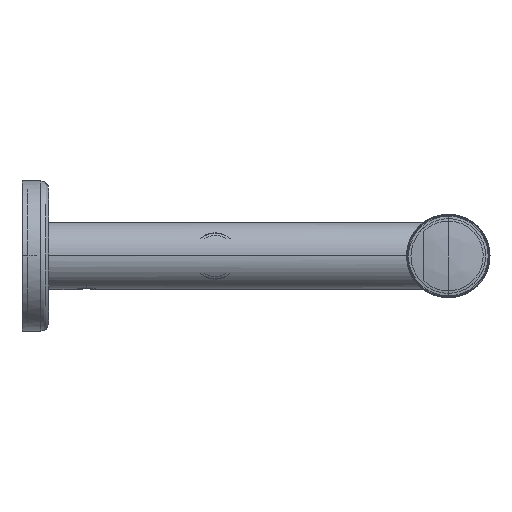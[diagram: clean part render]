
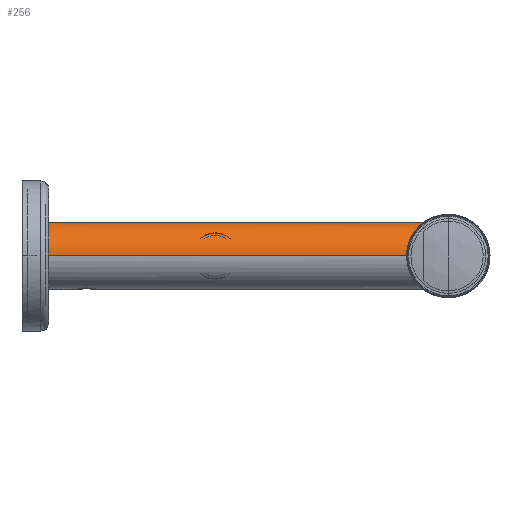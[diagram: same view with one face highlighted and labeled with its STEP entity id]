
A CAD part, left-side view. The second image highlights one B-rep face of the part: STEP entity #256.
In plain terms, the highlighted cylindrical face has radius 8.9 mm (diameter 17.8 mm), a partial arc.
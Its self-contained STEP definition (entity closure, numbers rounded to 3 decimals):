
#256=ADVANCED_FACE('',(#432),#2996,.T.);
#432=FACE_OUTER_BOUND('',#617,.T.);
#617=EDGE_LOOP('',(#983,#984,#985,#986,#987,#988));
#983=ORIENTED_EDGE('',*,*,#1786,.F.);
#984=ORIENTED_EDGE('',*,*,#1790,.T.);
#985=ORIENTED_EDGE('',*,*,#1788,.F.);
#986=ORIENTED_EDGE('',*,*,#1820,.T.);
#987=ORIENTED_EDGE('',*,*,#1784,.F.);
#988=ORIENTED_EDGE('',*,*,#1789,.T.);
#1784=EDGE_CURVE('',#2663,#2664,#2417,.T.);
#1786=EDGE_CURVE('',#2658,#2665,#2419,.T.);
#1788=EDGE_CURVE('',#2666,#2657,#2420,.T.);
#1789=EDGE_CURVE('',#2663,#2665,#2421,.T.);
#1790=EDGE_CURVE('',#2658,#2657,#2195,.T.);
#1820=EDGE_CURVE('',#2666,#2664,#2445,.T.);
#2195=(
BOUNDED_CURVE()
B_SPLINE_CURVE(2,(#4800,#4801,#4802,#4803,#4804),.UNSPECIFIED.,.F.,.F.)
B_SPLINE_CURVE_WITH_KNOTS((3,2,3),(-27.96,-13.98,
0.),.UNSPECIFIED.)
CURVE()
GEOMETRIC_REPRESENTATION_ITEM()
RATIONAL_B_SPLINE_CURVE((1.,0.707,1.,0.707,1.))
REPRESENTATION_ITEM('')
);
#2417=B_SPLINE_CURVE_WITH_KNOTS('',1,(#4719,#4720),.UNSPECIFIED.,.F.,.F.,
(2,2),(-44.365,0.),.UNSPECIFIED.);
#2419=B_SPLINE_CURVE_WITH_KNOTS('',1,(#4756,#4757),.UNSPECIFIED.,.F.,.F.,
(2,2),(-37.9,0.),.UNSPECIFIED.);
#2420=B_SPLINE_CURVE_WITH_KNOTS('',1,(#4763,#4764),.UNSPECIFIED.,.F.,.F.,
(2,2),(-94.465,0.),.UNSPECIFIED.);
#2421=B_SPLINE_CURVE_WITH_KNOTS('',3,(#4765,#4766,#4767,#4768,#4769,#4770,
#4771,#4772,#4773,#4774,#4775,#4776,#4777,#4778,#4779,#4780,#4781,#4782,
#4783,#4784,#4785,#4786,#4787,#4788,#4789,#4790,#4791,#4792,#4793,#4794,
#4795,#4796,#4797,#4798,#4799),.UNSPECIFIED.,.F.,.F.,(4,1,1,1,1,1,1,1,1,
1,1,1,1,1,1,1,1,1,1,1,1,1,1,1,1,1,1,1,1,1,1,1,4),(-19.925,-19.302,
-18.679,-18.057,-17.434,-16.811,
-16.189,-15.566,-14.944,-14.321,
-13.698,-13.076,-12.453,-11.83,
-11.208,-10.585,-9.962,-9.34,
-8.717,-8.094,-7.472,-6.849,
-6.226,-5.604,-4.981,-4.359,
-3.736,-3.113,-2.491,-1.868,
-1.245,-0.623,0.),.UNSPECIFIED.);
#2445=B_SPLINE_CURVE_WITH_KNOTS('',3,(#5087,#5088,#5089,#5090,#5091,#5092,
#5093,#5094,#5095,#5096,#5097,#5098,#5099,#5100,#5101,#5102,#5103,#5104,
#5105,#5106,#5107,#5108,#5109,#5110,#5111,#5112,#5113,#5114,#5115,#5116,
#5117,#5118,#5119,#5120,#5121,#5122,#5123,#5124,#5125,#5126),
 .UNSPECIFIED.,.F.,.F.,(4,1,1,1,1,1,1,1,1,1,1,1,1,1,1,1,1,1,1,1,1,1,1,1,
1,1,1,1,1,1,1,1,1,1,1,1,1,4),(0.,0.804,1.607,2.411,
3.214,4.018,4.821,5.625,6.428,
7.232,8.035,8.839,9.642,10.446,
11.249,12.053,12.856,13.66,14.463,
15.267,16.07,16.874,17.677,18.481,
19.284,20.088,20.891,21.695,22.498,
23.302,24.105,24.909,25.712,26.516,
27.319,28.123,28.926,29.73),
 .UNSPECIFIED.);
#2657=VERTEX_POINT('',#4683);
#2658=VERTEX_POINT('',#4684);
#2663=VERTEX_POINT('',#4689);
#2664=VERTEX_POINT('',#4690);
#2665=VERTEX_POINT('',#4691);
#2666=VERTEX_POINT('',#4692);
#2996=CYLINDRICAL_SURFACE('',#3417,8.9);
#3417=AXIS2_PLACEMENT_3D('',#4598,#3608,$);
#3608=DIRECTION('',(1.,0.,0.));
#4598=CARTESIAN_POINT('',(0.001,0.,0.));
#4683=CARTESIAN_POINT('',(-49.5,0.,8.9));
#4684=CARTESIAN_POINT('',(-49.5,0.,-8.9));
#4689=CARTESIAN_POINT('',(0.6,0.,-8.9));
#4690=CARTESIAN_POINT('',(44.965,0.,-8.9));
#4691=CARTESIAN_POINT('',(-11.6,0.,-8.9));
#4692=CARTESIAN_POINT('',(44.965,0.,8.9));
#4719=CARTESIAN_POINT('',(0.6,0.,-8.9));
#4720=CARTESIAN_POINT('',(44.965,0.,-8.9));
#4756=CARTESIAN_POINT('',(-49.5,0.,-8.9));
#4757=CARTESIAN_POINT('',(-11.6,0.,-8.9));
#4763=CARTESIAN_POINT('',(44.965,0.,8.9));
#4764=CARTESIAN_POINT('',(-49.5,0.,8.9));
#4765=CARTESIAN_POINT('',(0.6,0.,-8.9));
#4766=CARTESIAN_POINT('',(0.6,0.187,-8.9));
#4767=CARTESIAN_POINT('',(0.583,0.564,-8.888));
#4768=CARTESIAN_POINT('',(0.504,1.127,-8.834));
#4769=CARTESIAN_POINT('',(0.371,1.689,-8.744));
#4770=CARTESIAN_POINT('',(0.181,2.248,-8.618));
#4771=CARTESIAN_POINT('',(-0.069,2.8,-8.454));
#4772=CARTESIAN_POINT('',(-0.383,3.341,-8.256));
#4773=CARTESIAN_POINT('',(-0.764,3.864,-8.024));
#4774=CARTESIAN_POINT('',(-1.209,4.352,-7.769));
#4775=CARTESIAN_POINT('',(-1.711,4.796,-7.503));
#4776=CARTESIAN_POINT('',(-2.251,5.176,-7.244));
#4777=CARTESIAN_POINT('',(-2.811,5.487,-7.01));
#4778=CARTESIAN_POINT('',(-3.372,5.727,-6.814));
#4779=CARTESIAN_POINT('',(-3.921,5.901,-6.663));
#4780=CARTESIAN_POINT('',(-4.456,6.018,-6.557));
#4781=CARTESIAN_POINT('',(-4.98,6.085,-6.495));
#4782=CARTESIAN_POINT('',(-5.499,6.107,-6.474));
#4783=CARTESIAN_POINT('',(-6.016,6.086,-6.494));
#4784=CARTESIAN_POINT('',(-6.54,6.019,-6.557));
#4785=CARTESIAN_POINT('',(-7.074,5.902,-6.662));
#4786=CARTESIAN_POINT('',(-7.623,5.729,-6.813));
#4787=CARTESIAN_POINT('',(-8.185,5.489,-7.008));
#4788=CARTESIAN_POINT('',(-8.745,5.179,-7.242));
#4789=CARTESIAN_POINT('',(-9.289,4.796,-7.502));
#4790=CARTESIAN_POINT('',(-9.789,4.354,-7.768));
#4791=CARTESIAN_POINT('',(-10.235,3.864,-8.024));
#4792=CARTESIAN_POINT('',(-10.615,3.343,-8.255));
#4793=CARTESIAN_POINT('',(-10.93,2.802,-8.454));
#4794=CARTESIAN_POINT('',(-11.181,2.25,-8.617));
#4795=CARTESIAN_POINT('',(-11.371,1.689,-8.744));
#4796=CARTESIAN_POINT('',(-11.504,1.127,-8.834));
#4797=CARTESIAN_POINT('',(-11.583,0.563,-8.888));
#4798=CARTESIAN_POINT('',(-11.6,0.187,-8.9));
#4799=CARTESIAN_POINT('',(-11.6,0.,-8.9));
#4800=CARTESIAN_POINT('',(-49.5,0.,-8.9));
#4801=CARTESIAN_POINT('',(-49.5,8.9,-8.9));
#4802=CARTESIAN_POINT('',(-49.5,8.9,0.));
#4803=CARTESIAN_POINT('',(-49.5,8.9,8.9));
#4804=CARTESIAN_POINT('',(-49.5,0.,8.9));
#5087=CARTESIAN_POINT('',(44.965,0.,8.9));
#5088=CARTESIAN_POINT('',(44.965,0.235,8.9));
#5089=CARTESIAN_POINT('',(44.98,0.706,8.881));
#5090=CARTESIAN_POINT('',(45.048,1.413,8.797));
#5091=CARTESIAN_POINT('',(45.163,2.121,8.654));
#5092=CARTESIAN_POINT('',(45.326,2.83,8.449));
#5093=CARTESIAN_POINT('',(45.539,3.535,8.18));
#5094=CARTESIAN_POINT('',(45.804,4.237,7.84));
#5095=CARTESIAN_POINT('',(46.12,4.928,7.426));
#5096=CARTESIAN_POINT('',(46.488,5.602,6.933));
#5097=CARTESIAN_POINT('',(46.901,6.248,6.358));
#5098=CARTESIAN_POINT('',(47.348,6.851,5.705));
#5099=CARTESIAN_POINT('',(47.806,7.389,4.988));
#5100=CARTESIAN_POINT('',(48.244,7.842,4.237));
#5101=CARTESIAN_POINT('',(48.627,8.2,3.49));
#5102=CARTESIAN_POINT('',(48.939,8.467,2.775));
#5103=CARTESIAN_POINT('',(49.176,8.656,2.104));
#5104=CARTESIAN_POINT('',(49.344,8.785,1.472));
#5105=CARTESIAN_POINT('',(49.45,8.864,0.871));
#5106=CARTESIAN_POINT('',(49.502,8.902,0.287));
#5107=CARTESIAN_POINT('',(49.502,8.901,-0.293));
#5108=CARTESIAN_POINT('',(49.45,8.863,-0.877));
#5109=CARTESIAN_POINT('',(49.341,8.783,-1.483));
#5110=CARTESIAN_POINT('',(49.172,8.653,-2.116));
#5111=CARTESIAN_POINT('',(48.934,8.463,-2.787));
#5112=CARTESIAN_POINT('',(48.623,8.196,-3.5));
#5113=CARTESIAN_POINT('',(48.238,7.837,-4.247));
#5114=CARTESIAN_POINT('',(47.804,7.387,-4.991));
#5115=CARTESIAN_POINT('',(47.346,6.848,-5.708));
#5116=CARTESIAN_POINT('',(46.9,6.247,-6.36));
#5117=CARTESIAN_POINT('',(46.486,5.6,-6.935));
#5118=CARTESIAN_POINT('',(46.119,4.926,-7.428));
#5119=CARTESIAN_POINT('',(45.803,4.234,-7.842));
#5120=CARTESIAN_POINT('',(45.539,3.534,-8.18));
#5121=CARTESIAN_POINT('',(45.326,2.828,-8.45));
#5122=CARTESIAN_POINT('',(45.163,2.121,-8.654));
#5123=CARTESIAN_POINT('',(45.048,1.413,-8.797));
#5124=CARTESIAN_POINT('',(44.98,0.707,-8.881));
#5125=CARTESIAN_POINT('',(44.965,0.235,-8.9));
#5126=CARTESIAN_POINT('',(44.965,0.,-8.9));
